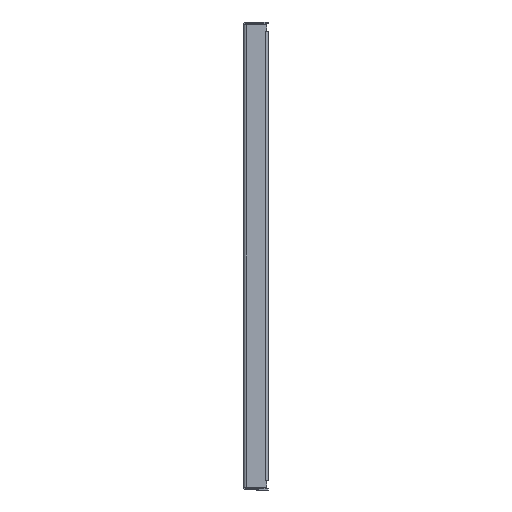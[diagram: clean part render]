
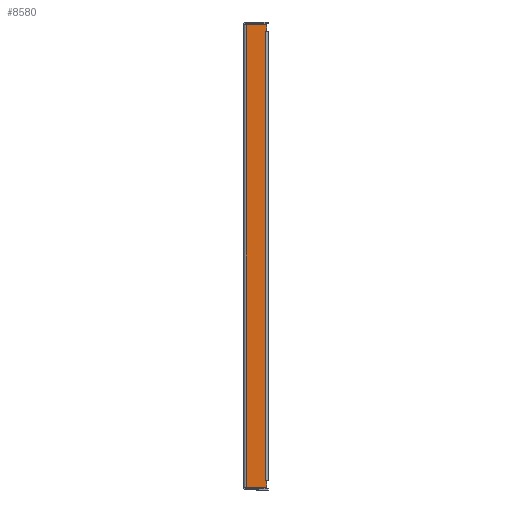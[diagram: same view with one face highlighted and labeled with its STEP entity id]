
A CAD part, front view. The second image highlights one B-rep face of the part: STEP entity #8580.
In plain terms, the highlighted planar face has unit normal (0, -1, 0).
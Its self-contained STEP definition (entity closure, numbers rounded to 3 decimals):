
#89 = VERTEX_POINT ( 'NONE', #4283 ) ;
#995 = EDGE_CURVE ( 'NONE', #12539, #1486, #11118, .T. ) ;
#1336 = VECTOR ( 'NONE', #2121, 1000. ) ;
#1486 = VERTEX_POINT ( 'NONE', #5503 ) ;
#1690 = LINE ( 'NONE', #12758, #1336 ) ;
#1825 = LINE ( 'NONE', #12496, #6561 ) ;
#1992 = CARTESIAN_POINT ( 'NONE',  ( 23., -47., 0. ) ) ;
#2121 = DIRECTION ( 'NONE',  ( 0., 0., 1. ) ) ;
#2757 = AXIS2_PLACEMENT_3D ( 'NONE', #6123, #12747, #12697 ) ;
#3116 = ORIENTED_EDGE ( 'NONE', *, *, #7319, .T. ) ;
#3342 = DIRECTION ( 'NONE',  ( 0., 0., 1. ) ) ;
#3416 = VECTOR ( 'NONE', #7441, 1000. ) ;
#4060 = CARTESIAN_POINT ( 'NONE',  ( 22., -47., 243. ) ) ;
#4251 = DIRECTION ( 'NONE',  ( 1., 0., 0. ) ) ;
#4262 = LINE ( 'NONE', #8628, #9137 ) ;
#4283 = CARTESIAN_POINT ( 'NONE',  ( 23., -47., -243. ) ) ;
#4636 = VERTEX_POINT ( 'NONE', #10678 ) ;
#4743 = DIRECTION ( 'NONE',  ( 0., 0., 1. ) ) ;
#4885 = VERTEX_POINT ( 'NONE', #12186 ) ;
#5295 = CARTESIAN_POINT ( 'NONE',  ( 1., -47., 250. ) ) ;
#5359 = VERTEX_POINT ( 'NONE', #11902 ) ;
#5402 = CARTESIAN_POINT ( 'NONE',  ( 0., -47., 243. ) ) ;
#5503 = CARTESIAN_POINT ( 'NONE',  ( 1., -47., 250. ) ) ;
#5682 = CARTESIAN_POINT ( 'NONE',  ( 0., -47., 250. ) ) ;
#5702 = ORIENTED_EDGE ( 'NONE', *, *, #5718, .F. ) ;
#5718 = EDGE_CURVE ( 'NONE', #5359, #5972, #6275, .T. ) ;
#5972 = VERTEX_POINT ( 'NONE', #4060 ) ;
#6123 = CARTESIAN_POINT ( 'NONE',  ( 0., -47., 0. ) ) ;
#6177 = VERTEX_POINT ( 'NONE', #9576 ) ;
#6275 = LINE ( 'NONE', #5402, #3416 ) ;
#6485 = EDGE_CURVE ( 'NONE', #4636, #89, #1690, .T. ) ;
#6561 = VECTOR ( 'NONE', #12541, 1000. ) ;
#7221 = VECTOR ( 'NONE', #4743, 1000. ) ;
#7231 = VECTOR ( 'NONE', #13238, 1000. ) ;
#7251 = ORIENTED_EDGE ( 'NONE', *, *, #11934, .F. ) ;
#7319 = EDGE_CURVE ( 'NONE', #6177, #1486, #12309, .T. ) ;
#7441 = DIRECTION ( 'NONE',  ( -1., 0., 0. ) ) ;
#7477 = DIRECTION ( 'NONE',  ( 0., 0., 1. ) ) ;
#8580 = ADVANCED_FACE ( 'NONE', ( #12679 ), #9429, .F. ) ;
#8628 = CARTESIAN_POINT ( 'NONE',  ( 22., -47., -243. ) ) ;
#9137 = VECTOR ( 'NONE', #3342, 1000. ) ;
#9429 = PLANE ( 'NONE',  #2757 ) ;
#9576 = CARTESIAN_POINT ( 'NONE',  ( 23., -47., 250. ) ) ;
#9593 = EDGE_CURVE ( 'NONE', #12539, #4636, #1825, .T. ) ;
#9768 = ORIENTED_EDGE ( 'NONE', *, *, #12845, .T. ) ;
#10620 = CARTESIAN_POINT ( 'NONE',  ( 0., -47., -243. ) ) ;
#10678 = CARTESIAN_POINT ( 'NONE',  ( 23., -47., -250. ) ) ;
#10791 = VECTOR ( 'NONE', #7477, 1000. ) ;
#11118 = LINE ( 'NONE', #5295, #7221 ) ;
#11132 = EDGE_LOOP ( 'NONE', ( #7251, #9768, #5702, #12029, #3116, #13568, #13231, #12787 ) ) ;
#11477 = LINE ( 'NONE', #1992, #10791 ) ;
#11902 = CARTESIAN_POINT ( 'NONE',  ( 23., -47., 243. ) ) ;
#11934 = EDGE_CURVE ( 'NONE', #4885, #89, #12366, .T. ) ;
#12029 = ORIENTED_EDGE ( 'NONE', *, *, #13648, .T. ) ;
#12035 = VECTOR ( 'NONE', #4251, 1000. ) ;
#12186 = CARTESIAN_POINT ( 'NONE',  ( 22., -47., -243. ) ) ;
#12309 = LINE ( 'NONE', #5682, #7231 ) ;
#12366 = LINE ( 'NONE', #10620, #12035 ) ;
#12496 = CARTESIAN_POINT ( 'NONE',  ( 0., -47., -250. ) ) ;
#12539 = VERTEX_POINT ( 'NONE', #13214 ) ;
#12541 = DIRECTION ( 'NONE',  ( 1., 0., 0. ) ) ;
#12679 = FACE_OUTER_BOUND ( 'NONE', #11132, .T. ) ;
#12697 = DIRECTION ( 'NONE',  ( -1., 0., 0. ) ) ;
#12747 = DIRECTION ( 'NONE',  ( 0., 1., 0. ) ) ;
#12758 = CARTESIAN_POINT ( 'NONE',  ( 23., -47., 0. ) ) ;
#12787 = ORIENTED_EDGE ( 'NONE', *, *, #6485, .T. ) ;
#12845 = EDGE_CURVE ( 'NONE', #4885, #5972, #4262, .T. ) ;
#13214 = CARTESIAN_POINT ( 'NONE',  ( 1., -47., -250. ) ) ;
#13231 = ORIENTED_EDGE ( 'NONE', *, *, #9593, .T. ) ;
#13238 = DIRECTION ( 'NONE',  ( -1., 0., 0. ) ) ;
#13568 = ORIENTED_EDGE ( 'NONE', *, *, #995, .F. ) ;
#13648 = EDGE_CURVE ( 'NONE', #5359, #6177, #11477, .T. ) ;
